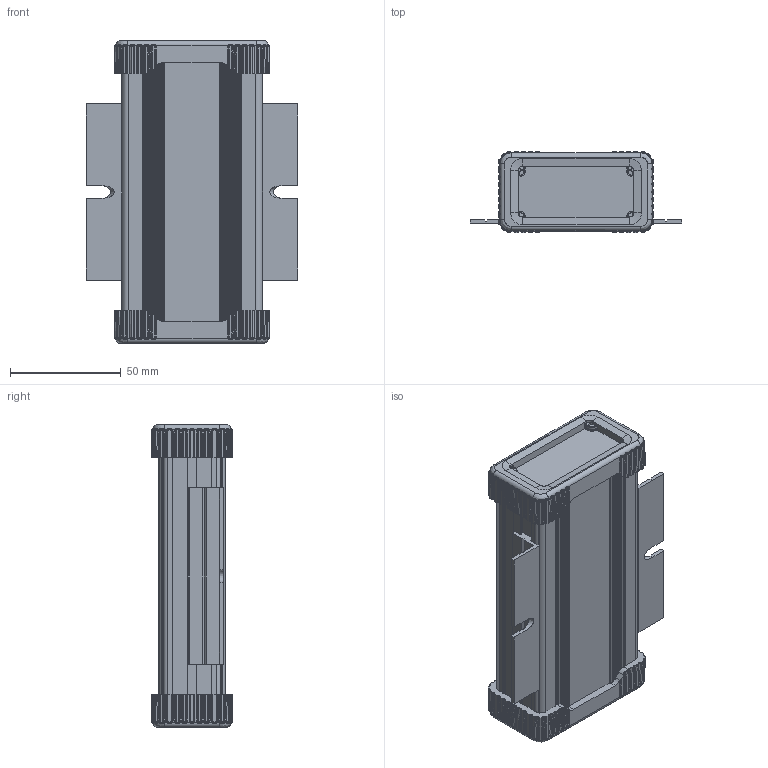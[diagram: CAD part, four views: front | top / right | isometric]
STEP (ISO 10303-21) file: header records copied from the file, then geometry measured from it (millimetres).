
FILE_DESCRIPTION (( 'STEP AP214' ), '1' );
FILE_NAME ('b1-120_asm.STEP', '2019-04-30T02:04:48', ( 'Rudy' ), ( '' ), 'SwSTEP 2.0', 'SolidWorks 2014', '' );
FILE_SCHEMA (( 'AUTOMOTIVE_DESIGN' ));
Length unit declared in the file: inch
Products named in the file (26): SCREW3X12_1; SCREW3X12; SCREW-KB3X12_3; SCREW-KB3X12_2; SCREW-KB3X12_1; SCREW-KB3X12; MF-80_1; MF-80; SK-1-SEALING-KIT_1; EP-1_1; SK-1-SEALING-KIT; EP-1; SEALING-WASHERS_7; EC1_END_CAP_OPTIONAL_ACCESSOR_1; SEALING-WASHERS_6; EC1_END_CAP_OPTIONAL_ACCESSORY; SEALING-WASHERS_5; B1-120; SEALING-WASHERS_4; SEALING-WASHERS_3; b1-120_asm; SEALING-WASHERS_2; SEALING-WASHERS_1; SEALING-WASHERS; SCREW3X12_3; SCREW3X12_2
Assembly tree (25 placements, depth 2):
  b1-120_asm
    B1-120
    EC1_END_CAP_OPTIONAL_ACCESSORY
    EC1_END_CAP_OPTIONAL_ACCESSOR_1
    EP-1
    EP-1_1
    MF-80
    MF-80_1
    SCREW-KB3X12
    SCREW-KB3X12_1
    SCREW-KB3X12_2
    SCREW-KB3X12_3
    SCREW3X12
    SCREW3X12_1
    SCREW3X12_2
    SCREW3X12_3
    SEALING-WASHERS
    SEALING-WASHERS_1
    SEALING-WASHERS_2
    SEALING-WASHERS_3
    SEALING-WASHERS_4
    SEALING-WASHERS_5
    SEALING-WASHERS_6
    SEALING-WASHERS_7
    SK-1-SEALING-KIT
    SK-1-SEALING-KIT_1
Bounding box: 95.3 x 36.52 x 136.5 mm (x, y, z)
Volume: 72387.1 mm3; surface area: 93670.6 mm2
Topology: 23 solids, 25 shells, 2391 faces, 6455 edges, 4120 vertices
Faces by surface type: cylinder 1025, bspline 702, plane 568, cone 96
Entity records: 173149 total; most frequent: CARTESIAN_POINT 121035, ORIENTED_EDGE 12906, DIRECTION 6941, EDGE_CURVE 6455, VERTEX_POINT 4120, B_SPLINE_CURVE_WITH_KNOTS 3702, AXIS2_PLACEMENT_3D 2496, EDGE_LOOP 2457
